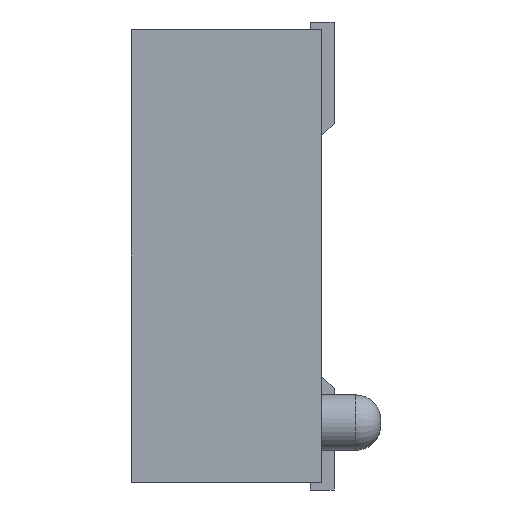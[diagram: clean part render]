
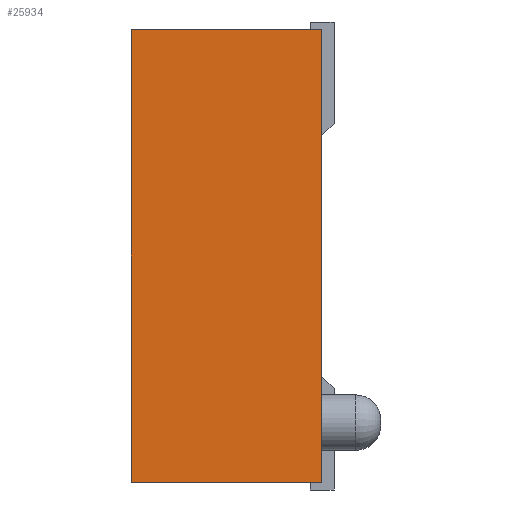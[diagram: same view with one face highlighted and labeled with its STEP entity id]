
A CAD part, left-side view. The second image highlights one B-rep face of the part: STEP entity #25934.
In plain terms, the highlighted planar face has unit normal (-1, 0, 0).
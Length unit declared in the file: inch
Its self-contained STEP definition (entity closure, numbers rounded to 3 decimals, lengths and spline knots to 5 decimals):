
#719=ORIENTED_EDGE('',*,*,#8378,.T.);
#720=ORIENTED_EDGE('',*,*,#8379,.F.);
#721=ORIENTED_EDGE('',*,*,#8362,.F.);
#722=ORIENTED_EDGE('',*,*,#8376,.T.);
#8362=EDGE_CURVE('',#12152,#12153,#14708,.T.);
#8376=EDGE_CURVE('',#12152,#12166,#14722,.T.);
#8378=EDGE_CURVE('',#12166,#12167,#14724,.T.);
#8379=EDGE_CURVE('',#12153,#12167,#14725,.T.);
#12152=VERTEX_POINT('',#36244);
#12153=VERTEX_POINT('',#36246);
#12166=VERTEX_POINT('',#36273);
#12167=VERTEX_POINT('',#36278);
#14708=LINE('',#36245,#18572);
#14722=LINE('',#36274,#18586);
#14724=LINE('',#36277,#18588);
#14725=LINE('',#36279,#18589);
#18572=VECTOR('',#29288,39.37008);
#18586=VECTOR('',#29304,39.37008);
#18588=VECTOR('',#29308,39.37008);
#18589=VECTOR('',#29309,39.37008);
#21939=EDGE_LOOP('',(#719,#720,#721,#722));
#23275=FACE_BOUND('',#21939,.T.);
#24610=PLANE('',#27288);
#25934=ADVANCED_FACE('',(#23275),#24610,.F.);
#27288=AXIS2_PLACEMENT_3D('',#36276,#29306,#29307);
#29288=DIRECTION('',(0.,0.,1.));
#29304=DIRECTION('',(0.,-1.,0.));
#29306=DIRECTION('',(1.,0.,0.));
#29307=DIRECTION('',(0.,0.,-1.));
#29308=DIRECTION('',(0.,0.,1.));
#29309=DIRECTION('',(0.,-1.,0.));
#36244=CARTESIAN_POINT('',(-0.73375,0.128,-0.1425));
#36245=CARTESIAN_POINT('',(-0.73375,0.128,-0.1425));
#36246=CARTESIAN_POINT('',(-0.73375,0.128,0.1425));
#36273=CARTESIAN_POINT('',(-0.73375,0.008,-0.1425));
#36274=CARTESIAN_POINT('',(-0.73375,0.128,-0.1425));
#36276=CARTESIAN_POINT('',(-0.73375,0.128,-0.1425));
#36277=CARTESIAN_POINT('',(-0.73375,0.008,-0.1425));
#36278=CARTESIAN_POINT('',(-0.73375,0.008,0.1425));
#36279=CARTESIAN_POINT('',(-0.73375,0.128,0.1425));
